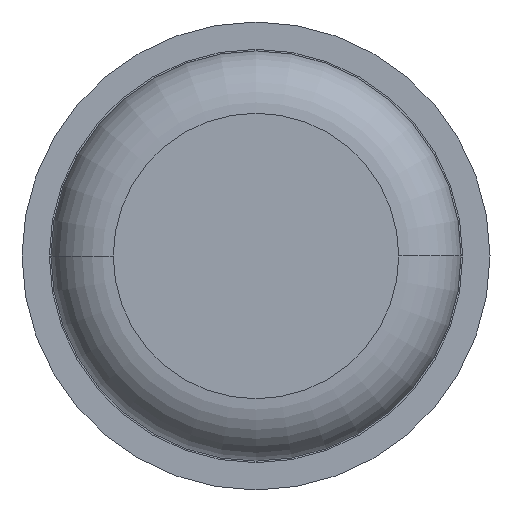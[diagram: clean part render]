
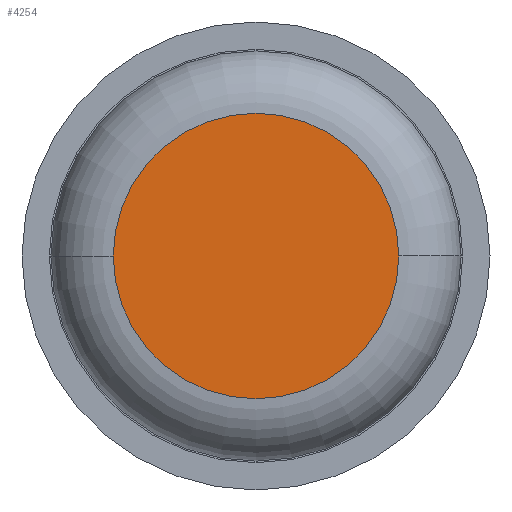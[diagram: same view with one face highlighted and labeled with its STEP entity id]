
A CAD part, front view. The second image highlights one B-rep face of the part: STEP entity #4254.
In plain terms, the highlighted planar face has unit normal (0, -1, 0).
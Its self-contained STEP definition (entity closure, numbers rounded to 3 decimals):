
#178 = EDGE_CURVE ( 'Defeature ausgef�hrt1_6+Defeature ausgef�hrt1_7+Defeature ausgef�hrt1_7+Defeature ausgef�hrt1_7', #933, #1198, #1712, .T. ) ;
#222 = DIRECTION ( 'NONE',  ( 0., 1., 0. ) ) ;
#317 = ORIENTED_EDGE ( 'NONE', *, *, #178, .T. ) ;
#508 = CARTESIAN_POINT ( 'NONE',  ( 0.915, 0., 0. ) ) ;
#756 = FACE_OUTER_BOUND ( 'NONE', #1882, .T. ) ;
#880 = ORIENTED_EDGE ( 'NONE', *, *, #2223, .T. ) ;
#933 = VERTEX_POINT ( 'NONE', #508 ) ;
#1057 = AXIS2_PLACEMENT_3D ( 'NONE', #4319, #3314, #1277 ) ;
#1192 = CARTESIAN_POINT ( 'NONE',  ( 0., 0., 0. ) ) ;
#1198 = VERTEX_POINT ( 'NONE', #1291 ) ;
#1277 = DIRECTION ( 'NONE',  ( -1., 0., 0. ) ) ;
#1291 = CARTESIAN_POINT ( 'NONE',  ( -0.915, 0., 0. ) ) ;
#1584 = DIRECTION ( 'NONE',  ( -1., 0., 0. ) ) ;
#1712 = CIRCLE ( 'NONE', #1057, 0.915 ) ;
#1882 = EDGE_LOOP ( 'NONE', ( #880, #317 ) ) ;
#2223 = EDGE_CURVE ( 'Defeature ausgef�hrt1_6+Defeature ausgef�hrt1_7+Defeature ausgef�hrt1_7+Defeature ausgef�hrt1_7', #1198, #933, #3083, .T. ) ;
#2261 = CARTESIAN_POINT ( 'NONE',  ( 0., 0., 0. ) ) ;
#2362 = AXIS2_PLACEMENT_3D ( 'NONE', #1192, #3277, #3961 ) ;
#2898 = AXIS2_PLACEMENT_3D ( 'NONE', #2261, #222, #1584 ) ;
#3083 = CIRCLE ( 'NONE', #2362, 0.915 ) ;
#3277 = DIRECTION ( 'NONE',  ( 0., -1., 0. ) ) ;
#3314 = DIRECTION ( 'NONE',  ( 0., -1., 0. ) ) ;
#3568 = PLANE ( 'NONE',  #2898 ) ;
#3961 = DIRECTION ( 'NONE',  ( -1., 0., 0. ) ) ;
#4254 = ADVANCED_FACE ( 'Defeature ausgef�hrt1_6', ( #756 ), #3568, .F. ) ;
#4319 = CARTESIAN_POINT ( 'NONE',  ( 0., 0., 0. ) ) ;
